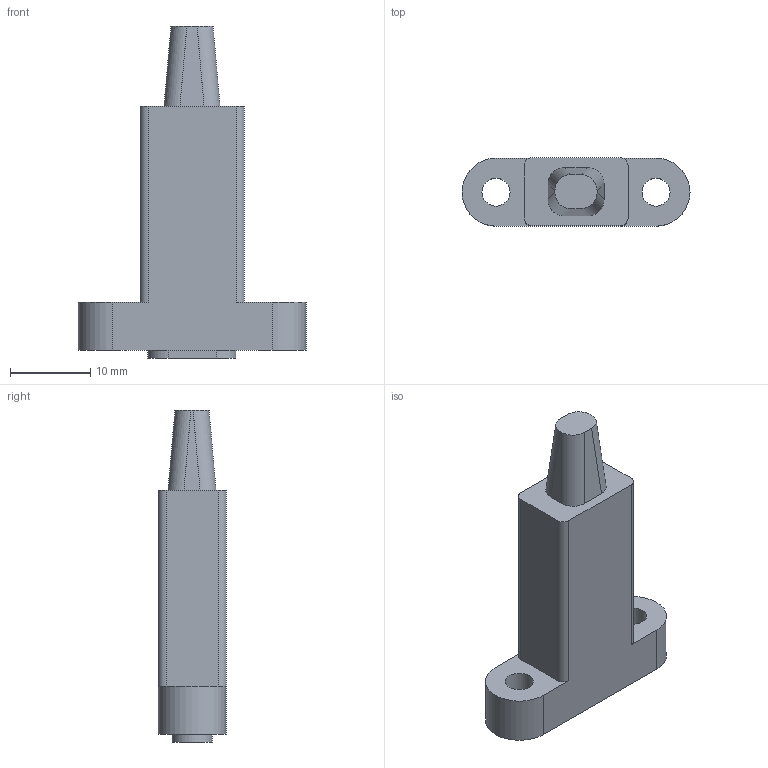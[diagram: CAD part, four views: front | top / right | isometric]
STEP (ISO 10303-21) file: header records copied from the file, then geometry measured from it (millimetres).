
FILE_DESCRIPTION(/* description */ (''),/* implementation_level */ '2;1');
FILE_NAME(/* name */ '4056 USB-C to micro B.step',/* time_stamp */ '2022-07-20T09:20:45-04:00',/* author */ (''),/* organization */ (''),/* preprocessor_version */ 'ST-DEVELOPER v19',/* originating_system */ 'Autodesk Translation Framework v11.7.0.108',/* authorisation */ '');
FILE_SCHEMA (('AUTOMOTIVE_DESIGN { 1 0 10303 214 3 1 1 }'));
Length unit declared in the file: millimetre
Products named in the file (1): 4056 USB-C to micro B
Bounding box: 28.5 x 8.5 x 41.5 mm (x, y, z)
Volume: 4128.6 mm3; surface area: 2302.8 mm2
Topology: 2 solids, 2 shells, 40 faces, 102 edges, 68 vertices
Faces by surface type: plane 22, cylinder 18
Full cylindrical faces by diameter (mm): 3.5 x2
Entity records: 1280 total; most frequent: DIRECTION 220, CARTESIAN_POINT 211, ORIENTED_EDGE 204, EDGE_CURVE 102, AXIS2_PLACEMENT_3D 77, VERTEX_POINT 68, LINE 66, VECTOR 66
